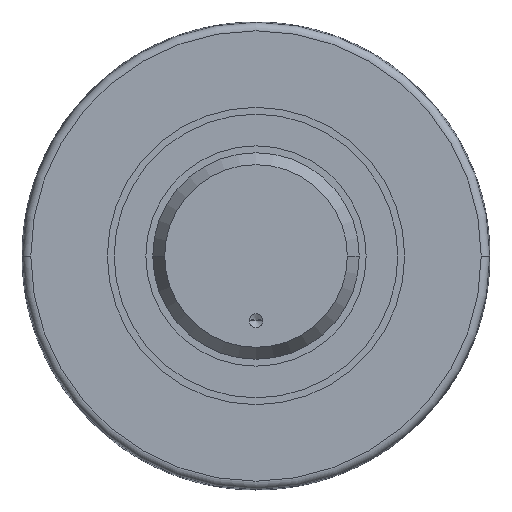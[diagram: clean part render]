
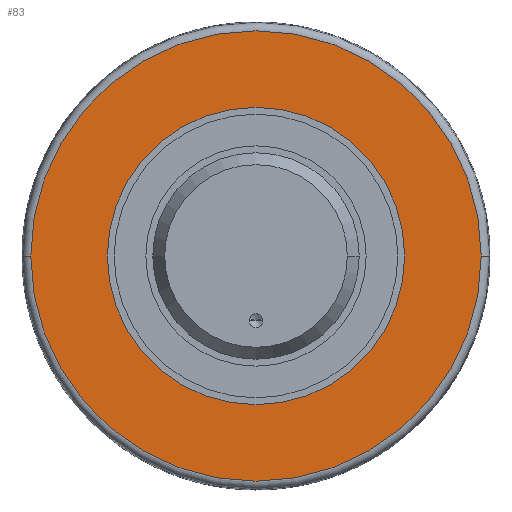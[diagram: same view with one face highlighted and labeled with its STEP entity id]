
A CAD part, left-side view. The second image highlights one B-rep face of the part: STEP entity #83.
In plain terms, the highlighted planar face has unit normal (-1, 0, 0).
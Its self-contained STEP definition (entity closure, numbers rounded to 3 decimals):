
#83=ADVANCED_FACE('',(#159,#160),#161,.F.);
#159=FACE_OUTER_BOUND('',#304,.T.);
#160=FACE_BOUND('',#305,.T.);
#161=PLANE('',#306);
#304=EDGE_LOOP('',(#488,#489));
#305=EDGE_LOOP('',(#490,#491));
#306=AXIS2_PLACEMENT_3D('',#492,#493,#494);
#488=ORIENTED_EDGE('',*,*,#948,.F.);
#489=ORIENTED_EDGE('',*,*,#949,.T.);
#490=ORIENTED_EDGE('',*,*,#944,.F.);
#491=ORIENTED_EDGE('',*,*,#947,.T.);
#492=CARTESIAN_POINT('',(12.0,0.,0.));
#493=DIRECTION('',(1.0,0.,0.));
#494=DIRECTION('',(0.,0.,-1.0));
#944=EDGE_CURVE('',#1110,#1111,#1112,.T.);
#947=EDGE_CURVE('',#1110,#1111,#1115,.F.);
#948=EDGE_CURVE('',#1116,#1117,#1118,.T.);
#949=EDGE_CURVE('',#1116,#1117,#1119,.T.);
#1110=VERTEX_POINT('',#1397);
#1111=VERTEX_POINT('',#1398);
#1112=CIRCLE('',#1399,54.0);
#1115=CIRCLE('',#1404,54.0);
#1116=VERTEX_POINT('',#1405);
#1117=VERTEX_POINT('',#1406);
#1118=CIRCLE('',#1407,81.79);
#1119=CIRCLE('',#1408,81.79);
#1397=CARTESIAN_POINT('',(12.0,-54.0,0.));
#1398=CARTESIAN_POINT('',(12.0,54.0,0.));
#1399=AXIS2_PLACEMENT_3D('',#1810,#1811,#1812);
#1404=AXIS2_PLACEMENT_3D('',#1815,#1816,#1817);
#1405=CARTESIAN_POINT('',(11.98,-81.79,0.));
#1406=CARTESIAN_POINT('',(11.98,81.79,0.));
#1407=AXIS2_PLACEMENT_3D('',#1818,#1819,#1820);
#1408=AXIS2_PLACEMENT_3D('',#1821,#1822,#1823);
#1810=CARTESIAN_POINT('',(12.0,0.,0.));
#1811=DIRECTION('',(-1.0,0.,0.));
#1812=DIRECTION('',(0.0,1.0,0.));
#1815=CARTESIAN_POINT('',(12.0,0.,0.));
#1816=DIRECTION('',(-1.0,0.,0.));
#1817=DIRECTION('',(0.0,1.0,0.));
#1818=CARTESIAN_POINT('',(12.0,0.,0.));
#1819=DIRECTION('',(1.0,0.,0.));
#1820=DIRECTION('',(0.,-1.0,0.));
#1821=CARTESIAN_POINT('',(12.0,0.,0.));
#1822=DIRECTION('',(-1.0,0.,0.));
#1823=DIRECTION('',(0.,-1.0,0.));
